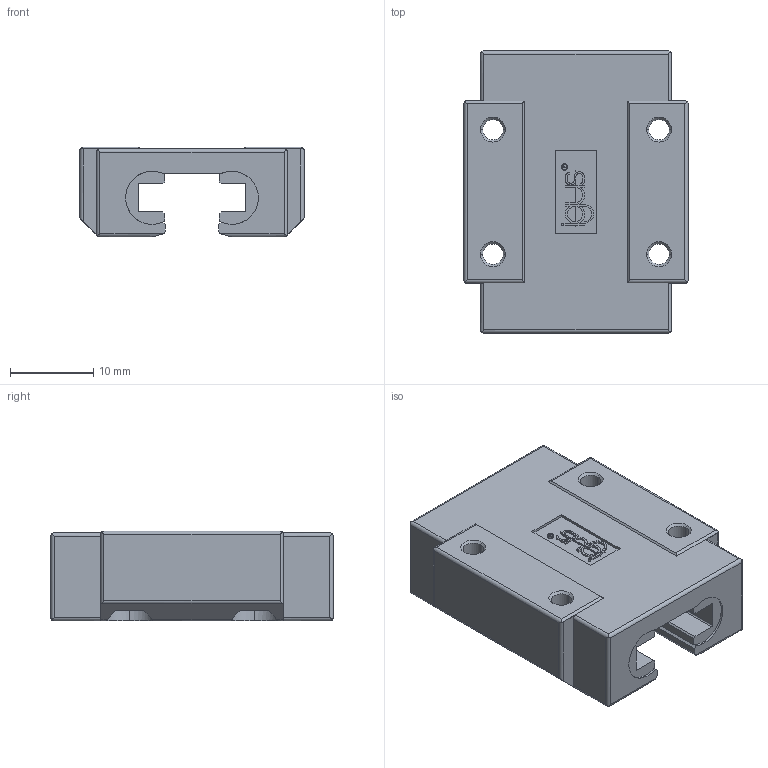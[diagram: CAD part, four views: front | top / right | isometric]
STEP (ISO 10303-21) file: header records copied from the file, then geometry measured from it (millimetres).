
FILE_DESCRIPTION(('STEP AP214'),'1');
FILE_NAME('cctmp_833D62A0-615B-41B8-AEB8-532778B7E6A3_2021_04_13_22_13_19_0477_61376..stp','2021-04-13T20:13:19',('igus GmbH'),('CADClick - www.CADClick.com'),'Spatial InterOp 3D',' ','unknown authorization');
FILE_SCHEMA(('AUTOMOTIVE_DESIGN { 1 0 10303 214 1 1 1 1 }'));
Length unit declared in the file: millimetre
Products named in the file (3): cc_unnamed; TW-04-12_1; TW-04-12
Assembly tree (2 placements, depth 2):
  cc_unnamed
    TW-04-12_1
    TW-04-12
Bounding box: 27 x 34 x 10.8 mm (x, y, z)
Volume: 6288.3 mm3; surface area: 5755 mm2
Topology: 3 solids, 3 shells, 279 faces, 759 edges, 498 vertices
Faces by surface type: plane 154, cylinder 109, cone 16
Entity records: 11205 total; most frequent: CARTESIAN_POINT 1615, DIRECTION 1549, ORIENTED_EDGE 1518, EDGE_CURVE 759, AXIS2_PLACEMENT_3D 520, LINE 509, VECTOR 509, VERTEX_POINT 498
